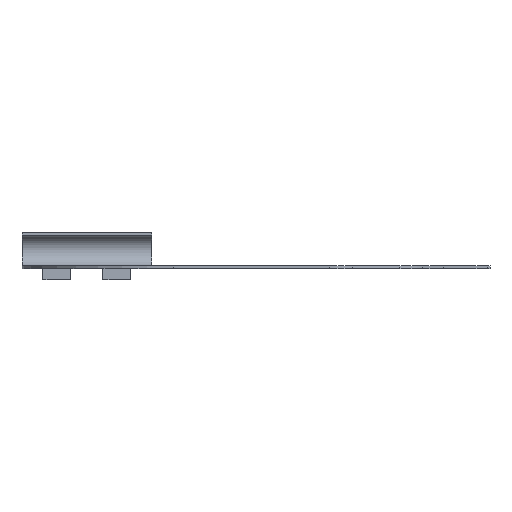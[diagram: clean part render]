
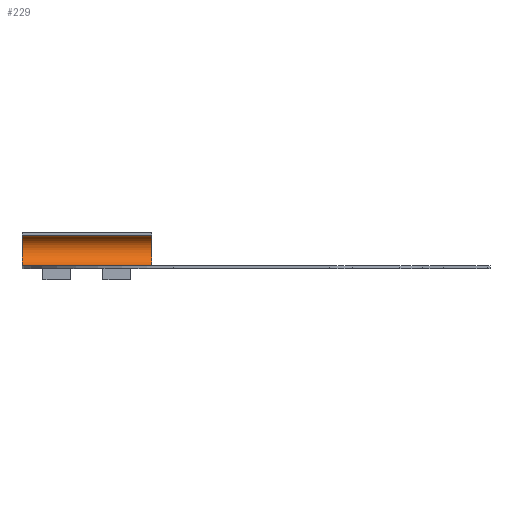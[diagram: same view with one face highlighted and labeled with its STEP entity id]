
A CAD part, left-side view. The second image highlights one B-rep face of the part: STEP entity #229.
In plain terms, the highlighted cylindrical face has radius 1.1 mm (diameter 2.2 mm), a partial arc.
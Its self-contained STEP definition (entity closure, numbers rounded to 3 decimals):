
#5 = CIRCLE ( 'NONE', #1670, 1.1 ) ;
#31 = EDGE_CURVE ( 'NONE', #1424, #1232, #1169, .T. ) ;
#93 = AXIS2_PLACEMENT_3D ( 'NONE', #686, #1668, #144 ) ;
#144 = DIRECTION ( 'NONE',  ( 0., 0., -1. ) ) ;
#229 = ADVANCED_FACE ( 'NONE', ( #432 ), #1395, .F. ) ;
#245 = VERTEX_POINT ( 'NONE', #1111 ) ;
#258 = CARTESIAN_POINT ( 'NONE',  ( 698.168, 887.108, 1263.799 ) ) ;
#272 = VECTOR ( 'NONE', #1373, 1000. ) ;
#400 = ORIENTED_EDGE ( 'NONE', *, *, #1662, .F. ) ;
#416 = CARTESIAN_POINT ( 'NONE',  ( 698.168, 887.108, 1265.999 ) ) ;
#432 = FACE_OUTER_BOUND ( 'NONE', #1207, .T. ) ;
#477 = CARTESIAN_POINT ( 'NONE',  ( 698.168, 887.108, 1264.899 ) ) ;
#518 = DIRECTION ( 'NONE',  ( 0., 0., -1. ) ) ;
#575 = EDGE_CURVE ( 'NONE', #1424, #245, #1648, .T. ) ;
#652 = DIRECTION ( 'NONE',  ( 0., 1., 0. ) ) ;
#686 = CARTESIAN_POINT ( 'NONE',  ( 698.168, 877.808, 1264.899 ) ) ;
#1052 = DIRECTION ( 'NONE',  ( 0., 1., 0. ) ) ;
#1066 = CARTESIAN_POINT ( 'NONE',  ( 698.168, 887.108, 1265.999 ) ) ;
#1072 = CARTESIAN_POINT ( 'NONE',  ( 698.168, 877.808, 1264.899 ) ) ;
#1090 = ORIENTED_EDGE ( 'NONE', *, *, #575, .F. ) ;
#1106 = VERTEX_POINT ( 'NONE', #1753 ) ;
#1111 = CARTESIAN_POINT ( 'NONE',  ( 698.168, 877.808, 1265.999 ) ) ;
#1169 = CIRCLE ( 'NONE', #1522, 1.1 ) ;
#1179 = EDGE_CURVE ( 'NONE', #1106, #245, #5, .T. ) ;
#1207 = EDGE_LOOP ( 'NONE', ( #1090, #1801, #400, #1292 ) ) ;
#1232 = VERTEX_POINT ( 'NONE', #258 ) ;
#1292 = ORIENTED_EDGE ( 'NONE', *, *, #1179, .T. ) ;
#1373 = DIRECTION ( 'NONE',  ( 0., -1., 0. ) ) ;
#1393 = DIRECTION ( 'NONE',  ( 0., -1., 0. ) ) ;
#1395 = CYLINDRICAL_SURFACE ( 'NONE', #93, 1.1 ) ;
#1424 = VERTEX_POINT ( 'NONE', #416 ) ;
#1446 = DIRECTION ( 'NONE',  ( 0., 0., -1. ) ) ;
#1487 = CARTESIAN_POINT ( 'NONE',  ( 698.168, 882.458, 1263.799 ) ) ;
#1507 = LINE ( 'NONE', #1487, #1593 ) ;
#1522 = AXIS2_PLACEMENT_3D ( 'NONE', #477, #1052, #1446 ) ;
#1593 = VECTOR ( 'NONE', #652, 1000. ) ;
#1648 = LINE ( 'NONE', #1066, #272 ) ;
#1662 = EDGE_CURVE ( 'NONE', #1106, #1232, #1507, .T. ) ;
#1668 = DIRECTION ( 'NONE',  ( 0., -1., 0. ) ) ;
#1670 = AXIS2_PLACEMENT_3D ( 'NONE', #1072, #1393, #518 ) ;
#1753 = CARTESIAN_POINT ( 'NONE',  ( 698.168, 877.808, 1263.799 ) ) ;
#1801 = ORIENTED_EDGE ( 'NONE', *, *, #31, .T. ) ;
